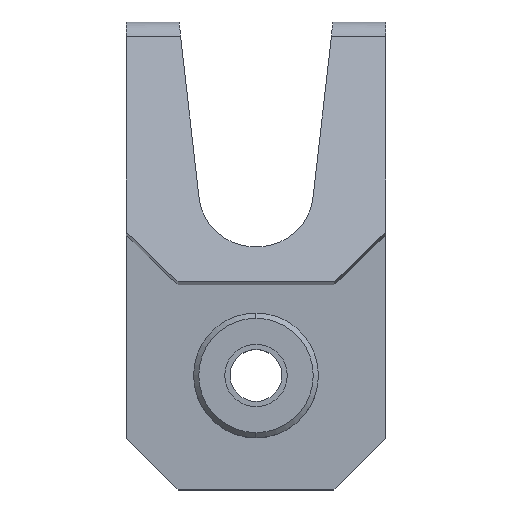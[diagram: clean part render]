
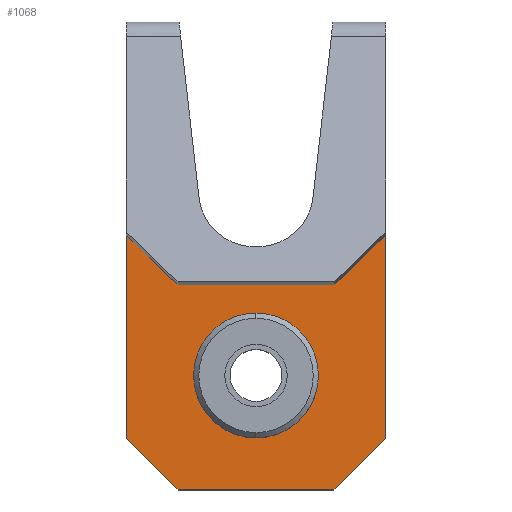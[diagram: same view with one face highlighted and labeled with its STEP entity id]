
A CAD part, top view. The second image highlights one B-rep face of the part: STEP entity #1068.
In plain terms, the highlighted face is planar.
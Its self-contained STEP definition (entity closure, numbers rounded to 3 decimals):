
#321=CARTESIAN_POINT('',(0.,0.,-1.));
#322=DIRECTION('',(0.,0.,-1.));
#323=DIRECTION('',(-1.,0.,0.));
#324=AXIS2_PLACEMENT_3D('',#321,#322,#323);
#329=CARTESIAN_POINT('',(0.,0.,-1.));
#330=DIRECTION('',(0.,0.,-1.));
#331=DIRECTION('',(1.,0.,0.));
#332=AXIS2_PLACEMENT_3D('',#329,#330,#331);
#337=DIRECTION('',(0.707,0.707,0.));
#338=VECTOR('',#337,7.071);
#339=CARTESIAN_POINT('',(-11.,7.5,-1.));
#340=LINE('',#339,#338);
#344=DIRECTION('',(0.,1.,0.));
#345=VECTOR('',#344,15.);
#346=CARTESIAN_POINT('',(-11.,-7.5,-1.));
#347=LINE('',#346,#345);
#351=DIRECTION('',(-0.707,0.707,0.));
#352=VECTOR('',#351,7.071);
#353=CARTESIAN_POINT('',(-6.,-12.5,-1.));
#354=LINE('',#353,#352);
#358=DIRECTION('',(-1.,0.,0.));
#359=VECTOR('',#358,13.);
#360=CARTESIAN_POINT('',(32.,-7.5,-1.));
#361=LINE('',#360,#359);
#365=CARTESIAN_POINT('',(19.,0.,-1.));
#366=DIRECTION('',(0.,0.,-1.));
#367=DIRECTION('',(0.,-1.,0.));
#368=AXIS2_PLACEMENT_3D('',#365,#366,#367);
#373=DIRECTION('',(-1.,0.,0.));
#374=VECTOR('',#373,13.);
#375=CARTESIAN_POINT('',(32.,7.5,-1.));
#376=LINE('',#375,#374);
#415=DIRECTION('',(1.,0.,0.));
#416=VECTOR('',#415,38.);
#417=CARTESIAN_POINT('',(-6.,-12.5,-1.));
#418=LINE('',#417,#416);
#555=DIRECTION('',(0.,1.,0.));
#556=VECTOR('',#555,5.);
#557=CARTESIAN_POINT('',(32.,7.5,-1.));
#558=LINE('',#557,#556);
#578=DIRECTION('',(0.,1.,0.));
#579=VECTOR('',#578,5.);
#580=CARTESIAN_POINT('',(32.,-12.5,-1.));
#581=LINE('',#580,#579);
#659=DIRECTION('',(1.,0.,0.));
#660=VECTOR('',#659,38.);
#661=CARTESIAN_POINT('',(-6.,12.5,-1.));
#662=LINE('',#661,#660);
#677=CARTESIAN_POINT('',(-5.,0.,-1.));
#678=CARTESIAN_POINT('',(5.,0.,-1.));
#679=VERTEX_POINT('',#677);
#680=VERTEX_POINT('',#678);
#697=CARTESIAN_POINT('',(32.,-7.5,-1.));
#698=CARTESIAN_POINT('',(19.,-7.5,-1.));
#699=VERTEX_POINT('',#697);
#700=VERTEX_POINT('',#698);
#701=CARTESIAN_POINT('',(32.,7.5,-1.));
#702=CARTESIAN_POINT('',(19.,7.5,-1.));
#703=VERTEX_POINT('',#701);
#704=VERTEX_POINT('',#702);
#726=CARTESIAN_POINT('',(32.,-12.5,-1.));
#727=VERTEX_POINT('',#726);
#728=CARTESIAN_POINT('',(32.,12.5,-1.));
#729=VERTEX_POINT('',#728);
#755=CARTESIAN_POINT('',(-11.,7.5,-1.));
#756=VERTEX_POINT('',#755);
#757=CARTESIAN_POINT('',(-6.,12.5,-1.));
#758=VERTEX_POINT('',#757);
#763=CARTESIAN_POINT('',(-6.,-12.5,-1.));
#764=VERTEX_POINT('',#763);
#765=CARTESIAN_POINT('',(-11.,-7.5,-1.));
#766=VERTEX_POINT('',#765);
#1038=CARTESIAN_POINT('',(-11.,-12.5,-1.));
#1039=DIRECTION('',(0.,0.,1.));
#1040=DIRECTION('',(1.,0.,0.));
#1041=AXIS2_PLACEMENT_3D('',#1038,#1039,#1040);
#1042=PLANE('',#1041);
#1044=ORIENTED_EDGE('',*,*,#1043,.F.);
#1046=ORIENTED_EDGE('',*,*,#1045,.F.);
#1048=ORIENTED_EDGE('',*,*,#1047,.F.);
#1050=ORIENTED_EDGE('',*,*,#1049,.T.);
#1052=ORIENTED_EDGE('',*,*,#1051,.T.);
#1053=ORIENTED_EDGE('',*,*,#945,.T.);
#1055=ORIENTED_EDGE('',*,*,#1054,.T.);
#1057=ORIENTED_EDGE('',*,*,#1056,.F.);
#1059=ORIENTED_EDGE('',*,*,#1058,.T.);
#1061=ORIENTED_EDGE('',*,*,#1060,.F.);
#1062=EDGE_LOOP('',(#1044,#1046,#1048,#1050,#1052,#1053,#1055,#1057,#1059,
#1061));
#1063=FACE_OUTER_BOUND('',#1062,.F.);
#1064=ORIENTED_EDGE('',*,*,#1004,.T.);
#1065=ORIENTED_EDGE('',*,*,#1025,.T.);
#1066=EDGE_LOOP('',(#1064,#1065));
#1067=FACE_BOUND('',#1066,.F.);
#325=CIRCLE('',#324,5.);
#333=CIRCLE('',#332,5.);
#369=CIRCLE('',#368,7.5);
#945=EDGE_CURVE('',#699,#700,#361,.T.);
#1004=EDGE_CURVE('',#679,#680,#325,.T.);
#1025=EDGE_CURVE('',#680,#679,#333,.T.);
#1043=EDGE_CURVE('',#756,#758,#340,.T.);
#1045=EDGE_CURVE('',#766,#756,#347,.T.);
#1047=EDGE_CURVE('',#764,#766,#354,.T.);
#1049=EDGE_CURVE('',#764,#727,#418,.T.);
#1051=EDGE_CURVE('',#727,#699,#581,.T.);
#1054=EDGE_CURVE('',#700,#704,#369,.T.);
#1056=EDGE_CURVE('',#703,#704,#376,.T.);
#1058=EDGE_CURVE('',#703,#729,#558,.T.);
#1060=EDGE_CURVE('',#758,#729,#662,.T.);
#1068=ADVANCED_FACE('',(#1063,#1067),#1042,.F.);
